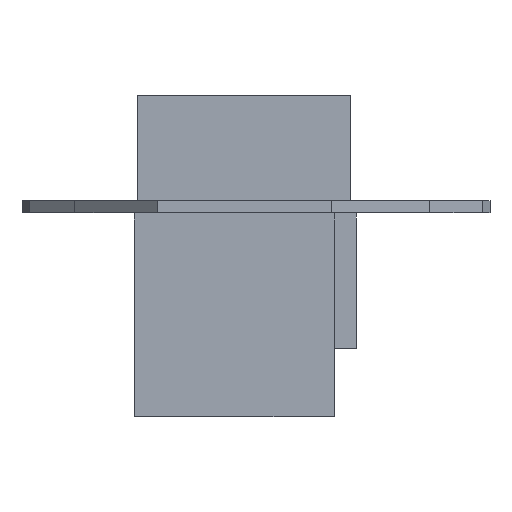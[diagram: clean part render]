
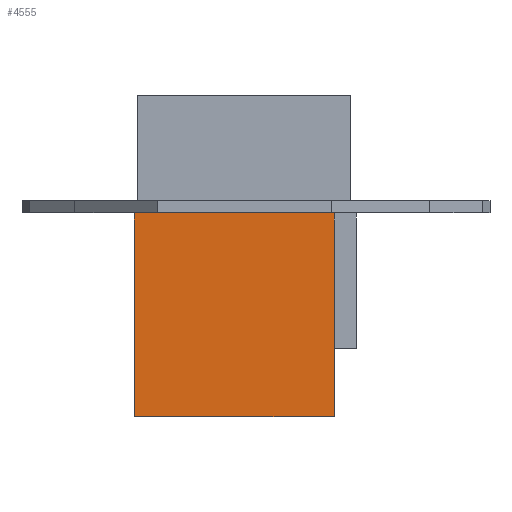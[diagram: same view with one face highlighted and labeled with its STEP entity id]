
A CAD part, front view. The second image highlights one B-rep face of the part: STEP entity #4555.
In plain terms, the highlighted planar face has unit normal (0, -1, 0).
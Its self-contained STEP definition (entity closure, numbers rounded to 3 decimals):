
#1063 = PLANE('',#1064);
#1064 = AXIS2_PLACEMENT_3D('',#1065,#1066,#1067);
#1065 = CARTESIAN_POINT('',(81.371,-90.72,-1.6));
#1066 = DIRECTION('',(1.,0.,0.));
#1067 = DIRECTION('',(0.,1.,0.));
#1119 = PLANE('',#1120);
#1120 = AXIS2_PLACEMENT_3D('',#1121,#1122,#1123);
#1121 = CARTESIAN_POINT('',(54.884,-76.412,-1.6));
#1122 = DIRECTION('',(-1.,-0.,-0.));
#1123 = DIRECTION('',(0.,-1.,0.));
#1841 = PLANE('',#1842);
#1842 = AXIS2_PLACEMENT_3D('',#1843,#1844,#1845);
#1843 = CARTESIAN_POINT('',(54.884,-90.72,-1.6));
#1844 = DIRECTION('',(0.,0.,-1.));
#1845 = DIRECTION('',(-1.,0.,0.));
#1957 = VERTEX_POINT('',#1958);
#1958 = CARTESIAN_POINT('',(54.884,-90.72,-28.6));
#1972 = PLANE('',#1973);
#1973 = AXIS2_PLACEMENT_3D('',#1974,#1975,#1976);
#1974 = CARTESIAN_POINT('',(54.884,-90.72,-28.6));
#1975 = DIRECTION('',(0.,0.,-1.));
#1976 = DIRECTION('',(-1.,0.,0.));
#1984 = EDGE_CURVE('',#1985,#1957,#1987,.T.);
#1985 = VERTEX_POINT('',#1986);
#1986 = CARTESIAN_POINT('',(54.884,-90.72,-1.6));
#1987 = SURFACE_CURVE('',#1988,(#1992,#1999),.PCURVE_S1.);
#1988 = LINE('',#1989,#1990);
#1989 = CARTESIAN_POINT('',(54.884,-90.72,-1.6));
#1990 = VECTOR('',#1991,1.);
#1991 = DIRECTION('',(0.,0.,-1.));
#1992 = PCURVE('',#1119,#1993);
#1993 = DEFINITIONAL_REPRESENTATION('',(#1994),#1998);
#1994 = LINE('',#1995,#1996);
#1995 = CARTESIAN_POINT('',(14.308,0.));
#1996 = VECTOR('',#1997,1.);
#1997 = DIRECTION('',(0.,-1.));
#1998 = ( GEOMETRIC_REPRESENTATION_CONTEXT(2) 
PARAMETRIC_REPRESENTATION_CONTEXT() REPRESENTATION_CONTEXT('2D SPACE',''
  ) );
#1999 = PCURVE('',#2000,#2005);
#2000 = PLANE('',#2001);
#2001 = AXIS2_PLACEMENT_3D('',#2002,#2003,#2004);
#2002 = CARTESIAN_POINT('',(54.884,-90.72,-1.6));
#2003 = DIRECTION('',(0.,-1.,0.));
#2004 = DIRECTION('',(1.,0.,0.));
#2005 = DEFINITIONAL_REPRESENTATION('',(#2006),#2010);
#2006 = LINE('',#2007,#2008);
#2007 = CARTESIAN_POINT('',(0.,0.));
#2008 = VECTOR('',#2009,1.);
#2009 = DIRECTION('',(0.,-1.));
#2010 = ( GEOMETRIC_REPRESENTATION_CONTEXT(2) 
PARAMETRIC_REPRESENTATION_CONTEXT() REPRESENTATION_CONTEXT('2D SPACE',''
  ) );
#2086 = EDGE_CURVE('',#2087,#2089,#2091,.T.);
#2087 = VERTEX_POINT('',#2088);
#2088 = CARTESIAN_POINT('',(81.371,-90.72,-1.6));
#2089 = VERTEX_POINT('',#2090);
#2090 = CARTESIAN_POINT('',(81.371,-90.72,-28.6));
#2091 = SURFACE_CURVE('',#2092,(#2096,#2103),.PCURVE_S1.);
#2092 = LINE('',#2093,#2094);
#2093 = CARTESIAN_POINT('',(81.371,-90.72,-1.6));
#2094 = VECTOR('',#2095,1.);
#2095 = DIRECTION('',(0.,0.,-1.));
#2096 = PCURVE('',#1063,#2097);
#2097 = DEFINITIONAL_REPRESENTATION('',(#2098),#2102);
#2098 = LINE('',#2099,#2100);
#2099 = CARTESIAN_POINT('',(0.,0.));
#2100 = VECTOR('',#2101,1.);
#2101 = DIRECTION('',(0.,-1.));
#2102 = ( GEOMETRIC_REPRESENTATION_CONTEXT(2) 
PARAMETRIC_REPRESENTATION_CONTEXT() REPRESENTATION_CONTEXT('2D SPACE',''
  ) );
#2103 = PCURVE('',#2000,#2104);
#2104 = DEFINITIONAL_REPRESENTATION('',(#2105),#2109);
#2105 = LINE('',#2106,#2107);
#2106 = CARTESIAN_POINT('',(26.487,0.));
#2107 = VECTOR('',#2108,1.);
#2108 = DIRECTION('',(0.,-1.));
#2109 = ( GEOMETRIC_REPRESENTATION_CONTEXT(2) 
PARAMETRIC_REPRESENTATION_CONTEXT() REPRESENTATION_CONTEXT('2D SPACE',''
  ) );
#4476 = EDGE_CURVE('',#1985,#2087,#4477,.T.);
#4477 = SURFACE_CURVE('',#4478,(#4482,#4489),.PCURVE_S1.);
#4478 = LINE('',#4479,#4480);
#4479 = CARTESIAN_POINT('',(54.884,-90.72,-1.6));
#4480 = VECTOR('',#4481,1.);
#4481 = DIRECTION('',(1.,0.,0.));
#4482 = PCURVE('',#1841,#4483);
#4483 = DEFINITIONAL_REPRESENTATION('',(#4484),#4488);
#4484 = LINE('',#4485,#4486);
#4485 = CARTESIAN_POINT('',(0.,0.));
#4486 = VECTOR('',#4487,1.);
#4487 = DIRECTION('',(-1.,0.));
#4488 = ( GEOMETRIC_REPRESENTATION_CONTEXT(2) 
PARAMETRIC_REPRESENTATION_CONTEXT() REPRESENTATION_CONTEXT('2D SPACE',''
  ) );
#4489 = PCURVE('',#2000,#4490);
#4490 = DEFINITIONAL_REPRESENTATION('',(#4491),#4495);
#4491 = LINE('',#4492,#4493);
#4492 = CARTESIAN_POINT('',(0.,0.));
#4493 = VECTOR('',#4494,1.);
#4494 = DIRECTION('',(1.,0.));
#4495 = ( GEOMETRIC_REPRESENTATION_CONTEXT(2) 
PARAMETRIC_REPRESENTATION_CONTEXT() REPRESENTATION_CONTEXT('2D SPACE',''
  ) );
#4532 = EDGE_CURVE('',#1957,#2089,#4533,.T.);
#4533 = SURFACE_CURVE('',#4534,(#4538,#4545),.PCURVE_S1.);
#4534 = LINE('',#4535,#4536);
#4535 = CARTESIAN_POINT('',(54.884,-90.72,-28.6));
#4536 = VECTOR('',#4537,1.);
#4537 = DIRECTION('',(1.,0.,0.));
#4538 = PCURVE('',#1972,#4539);
#4539 = DEFINITIONAL_REPRESENTATION('',(#4540),#4544);
#4540 = LINE('',#4541,#4542);
#4541 = CARTESIAN_POINT('',(0.,0.));
#4542 = VECTOR('',#4543,1.);
#4543 = DIRECTION('',(-1.,0.));
#4544 = ( GEOMETRIC_REPRESENTATION_CONTEXT(2) 
PARAMETRIC_REPRESENTATION_CONTEXT() REPRESENTATION_CONTEXT('2D SPACE',''
  ) );
#4545 = PCURVE('',#2000,#4546);
#4546 = DEFINITIONAL_REPRESENTATION('',(#4547),#4551);
#4547 = LINE('',#4548,#4549);
#4548 = CARTESIAN_POINT('',(0.,-27.));
#4549 = VECTOR('',#4550,1.);
#4550 = DIRECTION('',(1.,0.));
#4551 = ( GEOMETRIC_REPRESENTATION_CONTEXT(2) 
PARAMETRIC_REPRESENTATION_CONTEXT() REPRESENTATION_CONTEXT('2D SPACE',''
  ) );
#4555 = ADVANCED_FACE('',(#4556),#2000,.T.);
#4556 = FACE_BOUND('',#4557,.T.);
#4557 = EDGE_LOOP('',(#4558,#4559,#4560,#4561));
#4558 = ORIENTED_EDGE('',*,*,#1984,.T.);
#4559 = ORIENTED_EDGE('',*,*,#4532,.T.);
#4560 = ORIENTED_EDGE('',*,*,#2086,.F.);
#4561 = ORIENTED_EDGE('',*,*,#4476,.F.);
